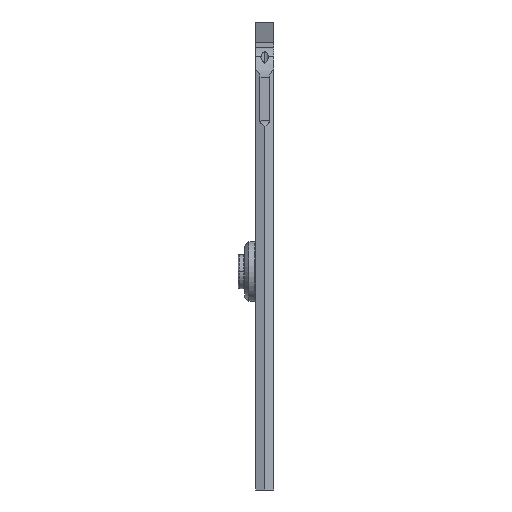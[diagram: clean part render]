
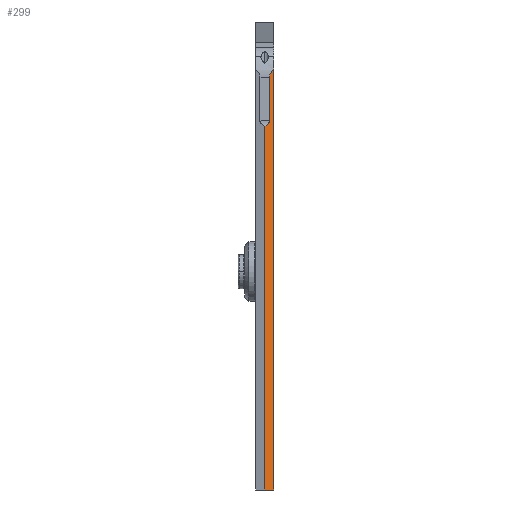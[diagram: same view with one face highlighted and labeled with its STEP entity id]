
A CAD part, front view. The second image highlights one B-rep face of the part: STEP entity #299.
In plain terms, the highlighted planar face has unit normal (0.259, -0.966, 0).
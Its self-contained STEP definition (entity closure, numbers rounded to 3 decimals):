
#299=ADVANCED_FACE('',(#443),#381,.F.);
#381=PLANE('',#2158);
#443=FACE_OUTER_BOUND('',#543,.T.);
#543=EDGE_LOOP('',(#920,#921,#922,#923,#924,#925));
#609=ELLIPSE('',#2131,27.046,7.);
#610=ELLIPSE('',#2157,11.591,3.);
#920=ORIENTED_EDGE('',*,*,#1487,.T.);
#921=ORIENTED_EDGE('',*,*,#1518,.F.);
#922=ORIENTED_EDGE('',*,*,#1549,.F.);
#923=ORIENTED_EDGE('',*,*,#1550,.T.);
#924=ORIENTED_EDGE('',*,*,#1510,.F.);
#925=ORIENTED_EDGE('',*,*,#1491,.F.);
#1279=VERTEX_POINT('',#3377);
#1280=VERTEX_POINT('',#3379);
#1283=VERTEX_POINT('',#3387);
#1286=VERTEX_POINT('',#3425);
#1292=VERTEX_POINT('',#3515);
#1303=VERTEX_POINT('',#3696);
#1487=EDGE_CURVE('',#1280,#1279,#1731,.T.);
#1491=EDGE_CURVE('',#1280,#1283,#1733,.T.);
#1510=EDGE_CURVE('',#1283,#1286,#1750,.T.);
#1518=EDGE_CURVE('',#1292,#1279,#609,.T.);
#1549=EDGE_CURVE('',#1303,#1292,#1773,.T.);
#1550=EDGE_CURVE('',#1303,#1286,#610,.T.);
#1731=LINE('',#3378,#1879);
#1733=LINE('',#3386,#1881);
#1750=LINE('',#3424,#1898);
#1773=LINE('',#3695,#1921);
#1879=VECTOR('',#2457,1.);
#1881=VECTOR('',#2465,1.);
#1898=VECTOR('',#2518,1.);
#1921=VECTOR('',#2599,1.);
#2131=AXIS2_PLACEMENT_3D('',#3516,#2528,#2529);
#2157=AXIS2_PLACEMENT_3D('',#3697,#2600,#2601);
#2158=AXIS2_PLACEMENT_3D('',#3698,#2602,#2603);
#2457=DIRECTION('',(0.,0.,1.));
#2465=DIRECTION('',(-0.966,-0.259,0.));
#2518=DIRECTION('',(0.,0.,1.));
#2528=DIRECTION('',(-0.259,0.966,0.));
#2529=DIRECTION('',(-0.966,-0.259,0.));
#2599=DIRECTION('',(0.,0.,1.));
#2600=DIRECTION('',(-0.259,0.966,0.));
#2601=DIRECTION('',(-0.966,-0.259,0.));
#2602=DIRECTION('',(-0.259,0.966,0.));
#2603=DIRECTION('',(-0.966,-0.259,0.));
#3377=CARTESIAN_POINT('',(0.,1.139,-11.077));
#3378=CARTESIAN_POINT('',(0.,1.139,-110.));
#3379=CARTESIAN_POINT('',(0.,1.139,-110.));
#3386=CARTESIAN_POINT('',(0.,1.139,-110.));
#3387=CARTESIAN_POINT('',(-2.125,0.57,-110.));
#3424=CARTESIAN_POINT('',(-2.125,0.57,-110.));
#3425=CARTESIAN_POINT('',(-2.125,0.57,-24.5));
#3515=CARTESIAN_POINT('',(-1.005,0.87,-13.));
#3516=CARTESIAN_POINT('',(25.119,7.87,-13.));
#3695=CARTESIAN_POINT('',(-1.005,0.87,-23.192));
#3696=CARTESIAN_POINT('',(-1.005,0.87,-23.192));
#3697=CARTESIAN_POINT('',(-12.202,-2.13,-23.192));
#3698=CARTESIAN_POINT('',(-1.063,0.855,-60.538));
